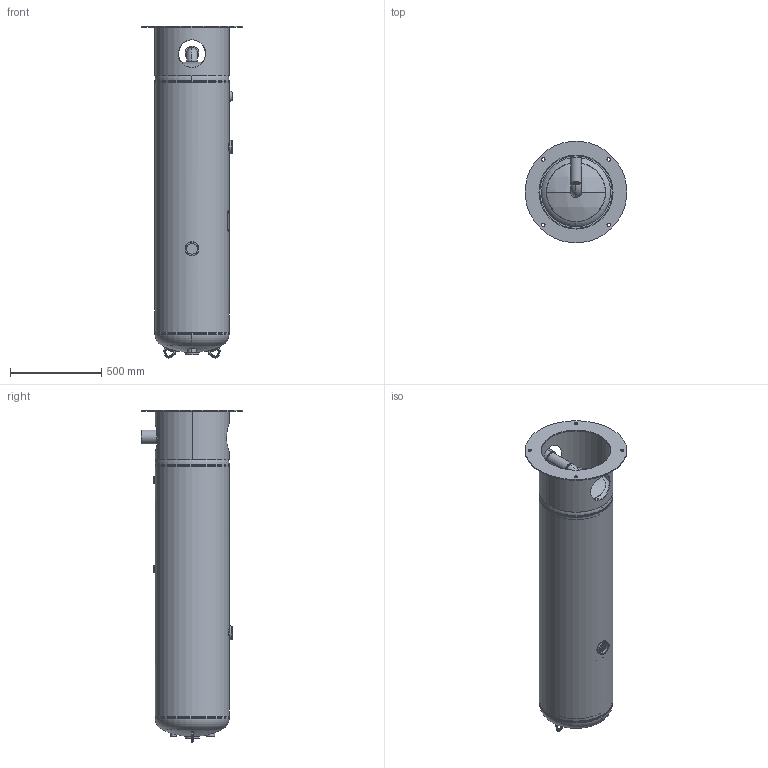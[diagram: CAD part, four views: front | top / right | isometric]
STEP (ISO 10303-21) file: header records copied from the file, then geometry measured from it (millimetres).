
FILE_DESCRIPTION (( 'STEP AP214' ), '1' );
FILE_NAME ('309801.STEP', '2025-04-09T20:45:00', ( '' ), ( '' ), 'SwSTEP 2.0', 'SolidWorks 2022', '' );
FILE_SCHEMA (( 'AUTOMOTIVE_DESIGN' ));
Length unit declared in the file: inch
Products named in the file (21): CPLG_2000F3K; CCC BACKING RING_2.00-S80-CS; A62258; 309801-SL; S36022; PHOENIX RAD FLANGE_200P958 OR; A96790; A96789; A96788; CPLG_1000H3K; 309801; A62259; PHOENIX FLAT FLANGE_0500P393; NP-VER_16; PHOENIX RAD FLANGE_100P150; CPLG_0500F3K; HEAD_16X116JOG; PHOENIX FLAT FLANGE_2000O-RING; A96791; A96685
Assembly tree (24 placements, depth 3):
  309801
    309801-SL
    HEAD_16X116JOG
    HEAD_16X116JOG
    PHOENIX RAD FLANGE_200P958 OR  x2
    PHOENIX FLAT FLANGE_2000O-RING
    PHOENIX RAD FLANGE_100P150
    CPLG_1000H3K
    PHOENIX FLAT FLANGE_0500P393  x2
    CPLG_0500F3K
    A62258
      A62259
      CCC BACKING RING_2.00-S80-CS
      CPLG_2000F3K
      A96685
    A96791  x2
    A96788
      A96789
      A96790
    S36022  x2
    NP-VER_16
Bounding box: 556.67 x 557.74 x 1823.27 mm (x, y, z)
Volume: 10091799.9 mm3; surface area: 5517028.3 mm2
Topology: 22 solids, 22 shells, 441 faces, 972 edges, 582 vertices
Faces by surface type: cylinder 175, torus 132, plane 92, bspline 30, sphere 8, cone 4
Full cylindrical faces by diameter (mm): 399.288 x1, 406.4 x1
Entity records: 21139 total; most frequent: CARTESIAN_POINT 12852, DIRECTION 1646, ORIENTED_EDGE 1436, AXIS2_PLACEMENT_3D 727, EDGE_CURVE 718, VERTEX_POINT 436, CIRCLE 406, EDGE_LOOP 386
